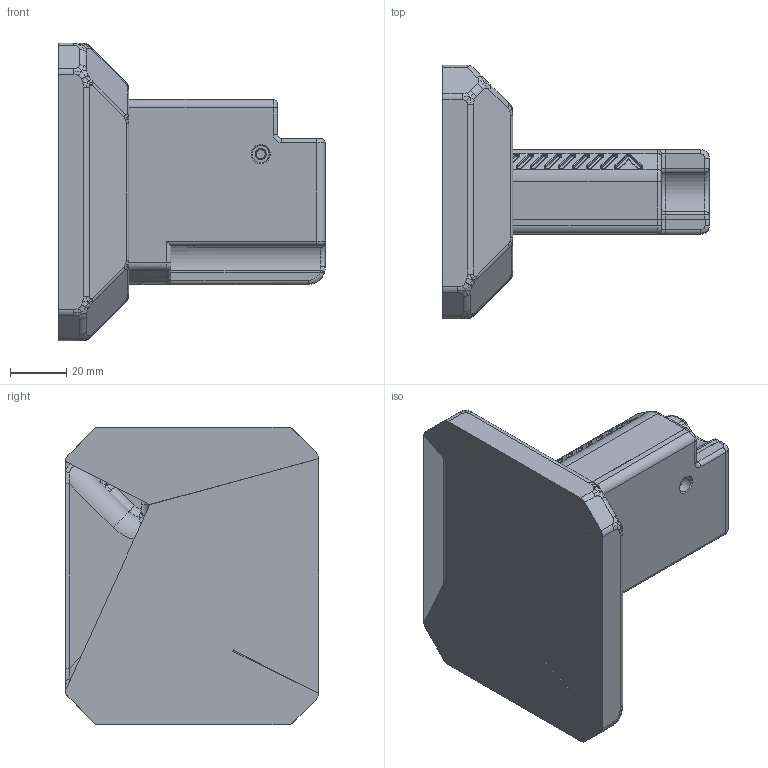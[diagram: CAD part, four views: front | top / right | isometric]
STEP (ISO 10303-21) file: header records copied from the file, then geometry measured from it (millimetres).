
FILE_DESCRIPTION(/* description */ (''),/* implementation_level */ '2;1');
FILE_NAME(/* name */ 'slabua_meshtasic case remix with base.step',/* time_stamp */ '2025-02-18T17:59:20+05:00',/* author */ (''),/* organization */ (''),/* preprocessor_version */ 'ST-DEVELOPER v20',/* originating_system */ 'Autodesk Translation Framework v13.20.0.188',/* authorisation */ '');
FILE_SCHEMA (('AUTOMOTIVE_DESIGN { 1 0 10303 214 3 1 1 }'));
Products named in the file (4): slabua_meshtasic case remix; FRONT; REAR; BASE
Assembly tree (3 placements, depth 2):
  slabua_meshtasic case remix
    FRONT
    REAR
    BASE
Bounding box: 95 x 90.25 x 106.2 mm (x, y, z)
Volume: 187607.6 mm3; surface area: 68659.7 mm2
Topology: 3 solids, 3 shells, 1269 faces, 3266 edges, 2009 vertices
Faces by surface type: plane 508, cylinder 340, bspline 197, torus 114, cone 98, sphere 12
Full cylindrical faces by diameter (mm): 2 x3, 3.2 x2, 4 x1, 4.2 x5, 5 x1, 6 x2, 6.6 x1, 7 x1, 8 x2, 12 x1, 15 x1
Entity records: 49648 total; most frequent: CARTESIAN_POINT 19080, ORIENTED_EDGE 6510, DIRECTION 6316, EDGE_CURVE 3255, AXIS2_PLACEMENT_3D 2327, VERTEX_POINT 2009, LINE 1662, VECTOR 1662
